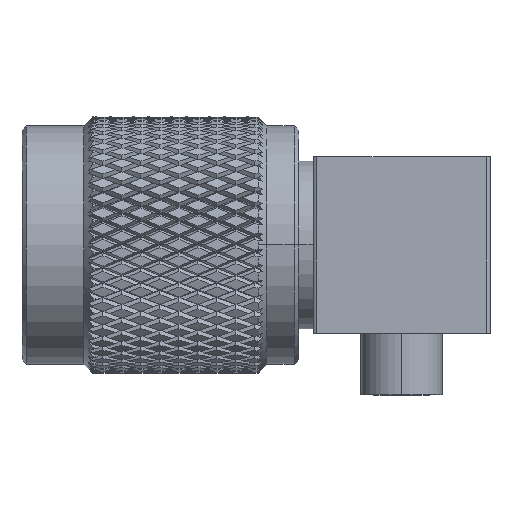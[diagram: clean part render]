
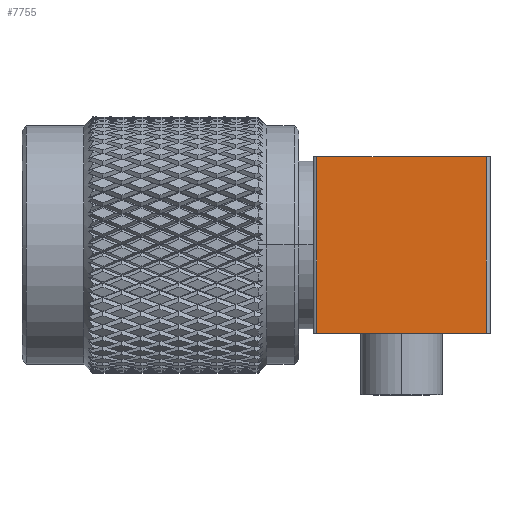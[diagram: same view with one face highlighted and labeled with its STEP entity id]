
A CAD part, top view. The second image highlights one B-rep face of the part: STEP entity #7755.
In plain terms, the highlighted planar face has unit normal (0, 0, 1).
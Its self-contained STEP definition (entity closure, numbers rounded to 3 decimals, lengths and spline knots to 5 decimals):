
#1046 = LINE ( 'NONE', #34283, #24134 ) ;
#2072 = VECTOR ( 'NONE', #40275, 39.37008 ) ;
#2570 = DIRECTION ( 'NONE',  ( 1., 0., 0. ) ) ;
#3137 = CARTESIAN_POINT ( 'NONE',  ( 0.649, 0.197, 0.197 ) ) ;
#7144 = ORIENTED_EDGE ( 'NONE', *, *, #66645, .F. ) ;
#7755 = ADVANCED_FACE ( 'NONE', ( #53468 ), #60968, .F. ) ;
#9075 = DIRECTION ( 'NONE',  ( 0., 1., 0. ) ) ;
#17523 = VERTEX_POINT ( 'NONE', #44273 ) ;
#18427 = EDGE_CURVE ( 'NONE', #17523, #50816, #1046, .T. ) ;
#21710 = ORIENTED_EDGE ( 'NONE', *, *, #68903, .T. ) ;
#22073 = CARTESIAN_POINT ( 'NONE',  ( 0.657, 0.197, 0.197 ) ) ;
#24134 = VECTOR ( 'NONE', #9075, 39.37008 ) ;
#27976 = VECTOR ( 'NONE', #98571, 39.37008 ) ;
#28140 = ORIENTED_EDGE ( 'NONE', *, *, #18427, .T. ) ;
#34203 = CARTESIAN_POINT ( 'NONE',  ( 0.649, -0.197, 0.197 ) ) ;
#34283 = CARTESIAN_POINT ( 'NONE',  ( 1.035, 0.197, 0.197 ) ) ;
#36365 = DIRECTION ( 'NONE',  ( 0., 0., -1. ) ) ;
#38544 = EDGE_CURVE ( 'NONE', #63514, #63570, #48296, .T. ) ;
#40275 = DIRECTION ( 'NONE',  ( 0., -1., 0. ) ) ;
#41306 = LINE ( 'NONE', #64334, #27976 ) ;
#41745 = CARTESIAN_POINT ( 'NONE',  ( 0.657, -0.197, 0.197 ) ) ;
#44273 = CARTESIAN_POINT ( 'NONE',  ( 1.035, -0.197, 0.197 ) ) ;
#44499 = EDGE_LOOP ( 'NONE', ( #21710, #28140, #7144, #77822 ) ) ;
#48296 = LINE ( 'NONE', #22073, #2072 ) ;
#50816 = VERTEX_POINT ( 'NONE', #74852 ) ;
#53468 = FACE_OUTER_BOUND ( 'NONE', #44499, .T. ) ;
#60968 = PLANE ( 'NONE',  #75219 ) ;
#63514 = VERTEX_POINT ( 'NONE', #105463 ) ;
#63570 = VERTEX_POINT ( 'NONE', #41745 ) ;
#64334 = CARTESIAN_POINT ( 'NONE',  ( 0.649, 0.197, 0.197 ) ) ;
#65641 = VECTOR ( 'NONE', #2570, 39.37008 ) ;
#66645 = EDGE_CURVE ( 'NONE', #63514, #50816, #41306, .T. ) ;
#68903 = EDGE_CURVE ( 'NONE', #63570, #17523, #82850, .T. ) ;
#74852 = CARTESIAN_POINT ( 'NONE',  ( 1.035, 0.197, 0.197 ) ) ;
#75219 = AXIS2_PLACEMENT_3D ( 'NONE', #3137, #36365, #77014 ) ;
#77014 = DIRECTION ( 'NONE',  ( 0., 1., 0. ) ) ;
#77822 = ORIENTED_EDGE ( 'NONE', *, *, #38544, .T. ) ;
#82850 = LINE ( 'NONE', #34203, #65641 ) ;
#98571 = DIRECTION ( 'NONE',  ( 1., 0., 0. ) ) ;
#105463 = CARTESIAN_POINT ( 'NONE',  ( 0.657, 0.197, 0.197 ) ) ;
